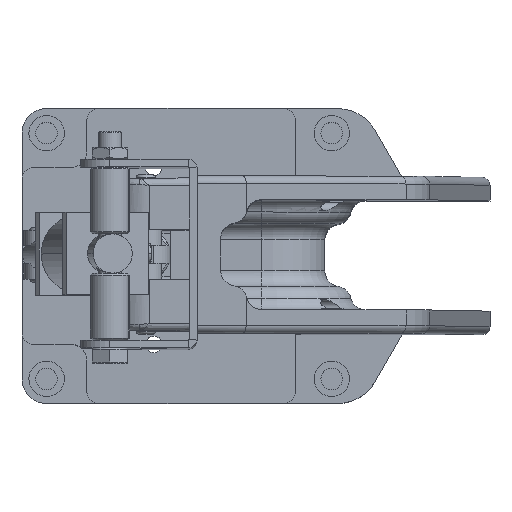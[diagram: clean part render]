
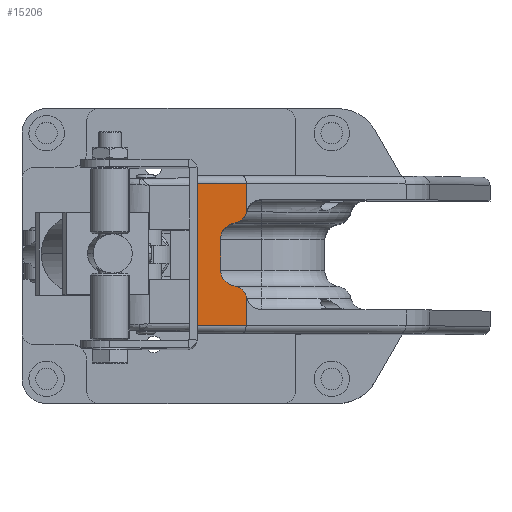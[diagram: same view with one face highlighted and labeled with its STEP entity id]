
A CAD part, top view. The second image highlights one B-rep face of the part: STEP entity #15206.
In plain terms, the highlighted planar face has unit normal (0, 0, 1).
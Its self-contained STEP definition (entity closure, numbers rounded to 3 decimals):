
#2486 = DIRECTION ( 'NONE',  ( 0., 1., 0. ) ) ;
#2491 = CARTESIAN_POINT ( 'NONE',  ( 106.457, 23.797, 472. ) ) ;
#2492 = DIRECTION ( 'NONE',  ( 0., 0., 1. ) ) ;
#2493 = DIRECTION ( 'NONE',  ( -1., 0., 0. ) ) ;
#2496 = CARTESIAN_POINT ( 'NONE',  ( 101., -28., 472. ) ) ;
#2498 = CARTESIAN_POINT ( 'NONE',  ( 109., 8., 472. ) ) ;
#2500 = DIRECTION ( 'NONE',  ( 0., 0., -1. ) ) ;
#2502 = DIRECTION ( 'NONE',  ( -1., 0., 0. ) ) ;
#2504 = CARTESIAN_POINT ( 'NONE',  ( 114., -36., 472. ) ) ;
#2505 = DIRECTION ( 'NONE',  ( 0., -1., 0. ) ) ;
#2509 = CARTESIAN_POINT ( 'NONE',  ( 109., -8., 472. ) ) ;
#2511 = DIRECTION ( 'NONE',  ( 0., 0., -1. ) ) ;
#2513 = DIRECTION ( 'NONE',  ( -1., 0., 0. ) ) ;
#2514 = DIRECTION ( 'NONE',  ( 1., 0., 0. ) ) ;
#2516 = CARTESIAN_POINT ( 'NONE',  ( 114., 0., 472. ) ) ;
#2518 = CARTESIAN_POINT ( 'NONE',  ( 106.457, -23.797, 472. ) ) ;
#2520 = DIRECTION ( 'NONE',  ( 0., 0., 1. ) ) ;
#2521 = DIRECTION ( 'NONE',  ( -1., 0., 0. ) ) ;
#2523 = CARTESIAN_POINT ( 'NONE',  ( 89., 40., 472. ) ) ;
#2526 = DIRECTION ( 'NONE',  ( -1., 0., 0. ) ) ;
#2528 = DIRECTION ( 'NONE',  ( 0., 1., 0. ) ) ;
#2531 = CARTESIAN_POINT ( 'NONE',  ( 0., 36., 472. ) ) ;
#2533 = CARTESIAN_POINT ( 'NONE',  ( 114., 0., 472. ) ) ;
#2536 = DIRECTION ( 'NONE',  ( 0., -1., 0. ) ) ;
#4597 = CIRCLE ( 'NONE', #30240, 8. ) ;
#4605 = CIRCLE ( 'NONE', #30239, 8. ) ;
#4607 = CIRCLE ( 'NONE', #30241, 8. ) ;
#4608 = LINE ( 'NONE', #2496, #4610 ) ;
#4609 = CIRCLE ( 'NONE', #30242, 8. ) ;
#4610 = VECTOR ( 'NONE', #2486, 1000. ) ;
#4611 = LINE ( 'NONE', #2516, #4614 ) ;
#4612 = LINE ( 'NONE', #2504, #4616 ) ;
#4613 = LINE ( 'NONE', #2531, #4620 ) ;
#4614 = VECTOR ( 'NONE', #2505, 1000. ) ;
#4615 = LINE ( 'NONE', #2523, #4618 ) ;
#4616 = VECTOR ( 'NONE', #2514, 1000. ) ;
#4618 = VECTOR ( 'NONE', #2528, 1000. ) ;
#4619 = LINE ( 'NONE', #2533, #4622 ) ;
#4620 = VECTOR ( 'NONE', #2526, 1000. ) ;
#4622 = VECTOR ( 'NONE', #2536, 1000. ) ;
#7713 = CARTESIAN_POINT ( 'NONE',  ( 0., 0., 472. ) ) ;
#7715 = PLANE ( 'NONE',  #54539 ) ;
#7718 = DIRECTION ( 'NONE',  ( 0., 0., -1. ) ) ;
#7719 = DIRECTION ( 'NONE',  ( -1., 0., 0. ) ) ;
#8917 = EDGE_CURVE ( 'NONE', #24100, #24083, #4605, .T. ) ;
#8920 = EDGE_CURVE ( 'NONE', #24099, #24100, #4597, .T. ) ;
#8922 = EDGE_CURVE ( 'NONE', #24098, #24099, #4608, .T. ) ;
#8924 = EDGE_CURVE ( 'NONE', #24097, #24098, #4607, .T. ) ;
#8926 = EDGE_CURVE ( 'NONE', #24090, #24097, #4609, .T. ) ;
#8928 = EDGE_CURVE ( 'NONE', #24090, #24095, #4611, .T. ) ;
#8930 = EDGE_CURVE ( 'NONE', #24092, #24095, #4612, .T. ) ;
#8932 = EDGE_CURVE ( 'NONE', #24092, #24093, #4615, .T. ) ;
#8935 = EDGE_CURVE ( 'NONE', #24088, #24093, #4613, .T. ) ;
#8937 = EDGE_CURVE ( 'NONE', #24088, #24083, #4619, .T. ) ;
#15206 = ADVANCED_FACE ( 'NONE', ( #19543 ), #7715, .F. ) ;
#19543 = FACE_OUTER_BOUND ( 'NONE', #21249, .T. ) ;
#21249 = EDGE_LOOP ( 'NONE', ( #22464, #22466, #22468, #22469, #22471, #22473, #22475, #22477, #22479, #22481 ) ) ;
#22464 = ORIENTED_EDGE ( 'NONE', *, *, #8937, .F. ) ;
#22466 = ORIENTED_EDGE ( 'NONE', *, *, #8935, .T. ) ;
#22468 = ORIENTED_EDGE ( 'NONE', *, *, #8932, .F. ) ;
#22469 = ORIENTED_EDGE ( 'NONE', *, *, #8930, .T. ) ;
#22471 = ORIENTED_EDGE ( 'NONE', *, *, #8928, .F. ) ;
#22473 = ORIENTED_EDGE ( 'NONE', *, *, #8926, .T. ) ;
#22475 = ORIENTED_EDGE ( 'NONE', *, *, #8924, .T. ) ;
#22477 = ORIENTED_EDGE ( 'NONE', *, *, #8922, .T. ) ;
#22479 = ORIENTED_EDGE ( 'NONE', *, *, #8920, .T. ) ;
#22481 = ORIENTED_EDGE ( 'NONE', *, *, #8917, .T. ) ;
#24083 = VERTEX_POINT ( 'NONE', #41695 ) ;
#24088 = VERTEX_POINT ( 'NONE', #41704 ) ;
#24090 = VERTEX_POINT ( 'NONE', #41708 ) ;
#24092 = VERTEX_POINT ( 'NONE', #41711 ) ;
#24093 = VERTEX_POINT ( 'NONE', #41713 ) ;
#24095 = VERTEX_POINT ( 'NONE', #41717 ) ;
#24097 = VERTEX_POINT ( 'NONE', #41721 ) ;
#24098 = VERTEX_POINT ( 'NONE', #41722 ) ;
#24099 = VERTEX_POINT ( 'NONE', #41724 ) ;
#24100 = VERTEX_POINT ( 'NONE', #41726 ) ;
#30239 = AXIS2_PLACEMENT_3D ( 'NONE', #2491, #2492, #2493 ) ;
#30240 = AXIS2_PLACEMENT_3D ( 'NONE', #2498, #2500, #2502 ) ;
#30241 = AXIS2_PLACEMENT_3D ( 'NONE', #2509, #2511, #2513 ) ;
#30242 = AXIS2_PLACEMENT_3D ( 'NONE', #2518, #2520, #2521 ) ;
#41695 = CARTESIAN_POINT ( 'NONE',  ( 114., 21.132, 472. ) ) ;
#41704 = CARTESIAN_POINT ( 'NONE',  ( 114., 36., 472. ) ) ;
#41708 = CARTESIAN_POINT ( 'NONE',  ( 114., -21.132, 472. ) ) ;
#41711 = CARTESIAN_POINT ( 'NONE',  ( 89., -36., 472. ) ) ;
#41713 = CARTESIAN_POINT ( 'NONE',  ( 89., 36., 472. ) ) ;
#41717 = CARTESIAN_POINT ( 'NONE',  ( 114., -36., 472. ) ) ;
#41721 = CARTESIAN_POINT ( 'NONE',  ( 107.728, -15.898, 472. ) ) ;
#41722 = CARTESIAN_POINT ( 'NONE',  ( 101., -8., 472. ) ) ;
#41724 = CARTESIAN_POINT ( 'NONE',  ( 101., 8., 472. ) ) ;
#41726 = CARTESIAN_POINT ( 'NONE',  ( 107.728, 15.898, 472. ) ) ;
#54539 = AXIS2_PLACEMENT_3D ( 'NONE', #7713, #7718, #7719 ) ;
